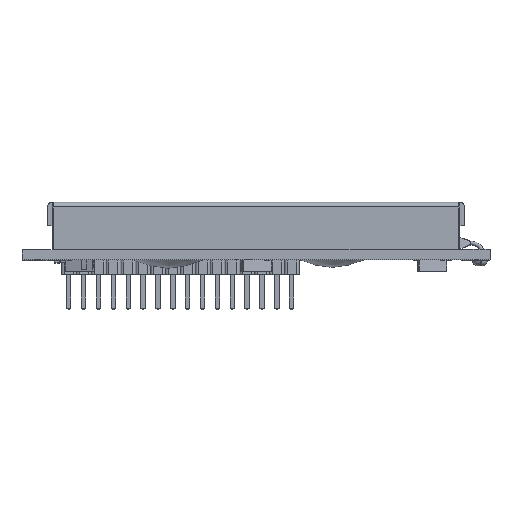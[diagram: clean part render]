
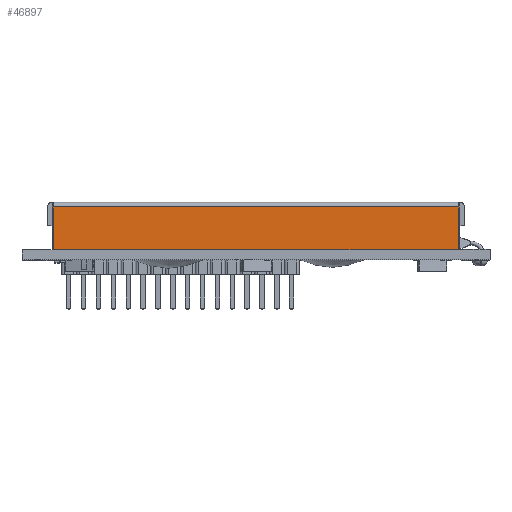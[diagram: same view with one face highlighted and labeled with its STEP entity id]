
A CAD part, top view. The second image highlights one B-rep face of the part: STEP entity #46897.
In plain terms, the highlighted planar face has unit normal (0, 0, 1).
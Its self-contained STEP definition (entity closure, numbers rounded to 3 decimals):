
#2091=PLANE('',#49708);
#5180=LINE('',#71829,#11030);
#5181=LINE('',#71831,#11031);
#5200=LINE('',#71916,#11050);
#5209=LINE('',#71938,#11059);
#5214=LINE('',#71948,#11064);
#5347=LINE('',#72449,#11197);
#5348=LINE('',#72454,#11198);
#5351=LINE('',#72460,#11201);
#5352=LINE('',#72462,#11202);
#5353=LINE('',#72464,#11203);
#5354=LINE('',#72465,#11204);
#5355=LINE('',#72467,#11205);
#5356=LINE('',#72468,#11206);
#11030=VECTOR('',#55213,1000.);
#11031=VECTOR('',#55214,1000.);
#11050=VECTOR('',#55235,1000.);
#11059=VECTOR('',#55250,1000.);
#11064=VECTOR('',#55257,1000.);
#11197=VECTOR('',#55680,1000.);
#11198=VECTOR('',#55685,1000.);
#11201=VECTOR('',#55692,1000.);
#11202=VECTOR('',#55695,1000.);
#11203=VECTOR('',#55696,1000.);
#11204=VECTOR('',#55697,1000.);
#11205=VECTOR('',#55698,1000.);
#11206=VECTOR('',#55699,1000.);
#16350=FACE_OUTER_BOUND('',#18966,.T.);
#18966=EDGE_LOOP('',(#37550,#37551,#37552,#37553,#37554,#37555,#37556,#37557,
#37558,#37559,#37560,#37561,#37562));
#22952=VERTEX_POINT('',#71826);
#22953=VERTEX_POINT('',#71828);
#22954=VERTEX_POINT('',#71830);
#22969=VERTEX_POINT('',#71914);
#22978=VERTEX_POINT('',#71936);
#22979=VERTEX_POINT('',#71937);
#22983=VERTEX_POINT('',#71947);
#23110=VERTEX_POINT('',#72448);
#23111=VERTEX_POINT('',#72452);
#23112=VERTEX_POINT('',#72453);
#23113=VERTEX_POINT('',#72458);
#23114=VERTEX_POINT('',#72463);
#23115=VERTEX_POINT('',#72466);
#28120=EDGE_CURVE('',#22952,#22953,#5180,.T.);
#28121=EDGE_CURVE('',#22953,#22954,#5181,.T.);
#28142=EDGE_CURVE('',#22952,#22969,#5200,.T.);
#28151=EDGE_CURVE('',#22978,#22979,#5209,.T.);
#28156=EDGE_CURVE('',#22983,#22954,#5214,.T.);
#28365=EDGE_CURVE('',#23110,#22983,#5347,.T.);
#28367=EDGE_CURVE('',#23111,#23112,#5348,.T.);
#28371=EDGE_CURVE('',#22979,#23113,#5351,.T.);
#28372=EDGE_CURVE('',#23113,#23110,#5352,.T.);
#28373=EDGE_CURVE('',#23114,#22969,#5353,.T.);
#28374=EDGE_CURVE('',#23111,#23114,#5354,.T.);
#28375=EDGE_CURVE('',#23115,#23112,#5355,.T.);
#28376=EDGE_CURVE('',#22978,#23115,#5356,.T.);
#37550=ORIENTED_EDGE('',*,*,#28371,.T.);
#37551=ORIENTED_EDGE('',*,*,#28372,.T.);
#37552=ORIENTED_EDGE('',*,*,#28365,.T.);
#37553=ORIENTED_EDGE('',*,*,#28156,.T.);
#37554=ORIENTED_EDGE('',*,*,#28121,.F.);
#37555=ORIENTED_EDGE('',*,*,#28120,.F.);
#37556=ORIENTED_EDGE('',*,*,#28142,.T.);
#37557=ORIENTED_EDGE('',*,*,#28373,.F.);
#37558=ORIENTED_EDGE('',*,*,#28374,.F.);
#37559=ORIENTED_EDGE('',*,*,#28367,.T.);
#37560=ORIENTED_EDGE('',*,*,#28375,.F.);
#37561=ORIENTED_EDGE('',*,*,#28376,.F.);
#37562=ORIENTED_EDGE('',*,*,#28151,.T.);
#46897=ADVANCED_FACE('',(#16350),#2091,.T.);
#49708=AXIS2_PLACEMENT_3D('',#72461,#55693,#55694);
#55213=DIRECTION('',(-1.,0.,0.));
#55214=DIRECTION('',(-1.,0.,0.));
#55235=DIRECTION('',(1.,0.,0.));
#55250=DIRECTION('',(1.,0.,0.));
#55257=DIRECTION('',(1.,0.,0.));
#55680=DIRECTION('',(0.,-1.,0.));
#55685=DIRECTION('',(1.,0.,0.));
#55692=DIRECTION('',(0.,1.,0.));
#55693=DIRECTION('center_axis',(0.,0.,1.));
#55694=DIRECTION('ref_axis',(1.,0.,0.));
#55695=DIRECTION('',(-1.,0.,0.));
#55696=DIRECTION('',(-1.,0.,0.));
#55697=DIRECTION('',(-1.,0.,0.));
#55698=DIRECTION('',(-1.,0.,0.));
#55699=DIRECTION('',(-1.,0.,0.));
#71826=CARTESIAN_POINT('',(-27.75,-7.3,13.4));
#71828=CARTESIAN_POINT('',(-28.679,-7.3,13.4));
#71829=CARTESIAN_POINT('',(-29.75,-7.3,13.4));
#71830=CARTESIAN_POINT('',(-29.75,-7.3,13.4));
#71831=CARTESIAN_POINT('',(-29.75,-7.3,13.4));
#71914=CARTESIAN_POINT('',(-2.25,-7.3,13.4));
#71916=CARTESIAN_POINT('',(-34.65,-7.3,13.4));
#71936=CARTESIAN_POINT('',(29.75,-7.3,13.4));
#71937=CARTESIAN_POINT('',(34.65,-7.3,13.4));
#71938=CARTESIAN_POINT('',(-34.65,-7.3,13.4));
#71947=CARTESIAN_POINT('',(-34.65,-7.3,13.4));
#71948=CARTESIAN_POINT('',(-34.65,-7.3,13.4));
#72448=CARTESIAN_POINT('',(-34.65,0.,13.4));
#72449=CARTESIAN_POINT('',(-34.65,0.8,13.4));
#72452=CARTESIAN_POINT('',(-0.25,-7.3,13.4));
#72453=CARTESIAN_POINT('',(27.75,-7.3,13.4));
#72454=CARTESIAN_POINT('',(-34.65,-7.3,13.4));
#72458=CARTESIAN_POINT('',(34.65,0.,13.4));
#72460=CARTESIAN_POINT('',(34.65,0.8,13.4));
#72461=CARTESIAN_POINT('Origin',(0.,0.,13.4));
#72462=CARTESIAN_POINT('',(0.,0.,13.4));
#72463=CARTESIAN_POINT('',(-1.321,-7.3,13.4));
#72464=CARTESIAN_POINT('',(-2.25,-7.3,13.4));
#72465=CARTESIAN_POINT('',(-2.25,-7.3,13.4));
#72466=CARTESIAN_POINT('',(28.679,-7.3,13.4));
#72467=CARTESIAN_POINT('',(29.75,-7.3,13.4));
#72468=CARTESIAN_POINT('',(29.75,-7.3,13.4));
